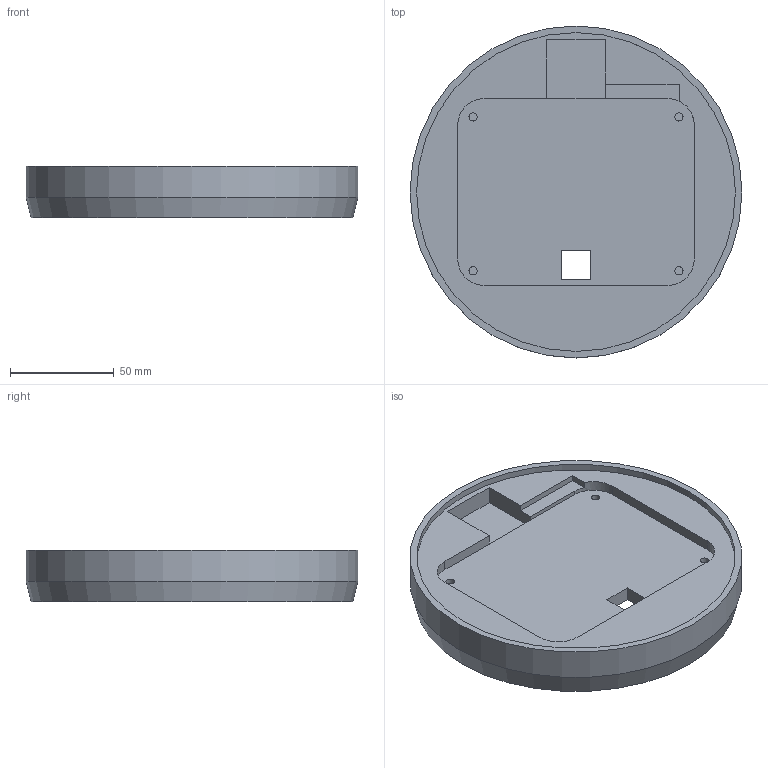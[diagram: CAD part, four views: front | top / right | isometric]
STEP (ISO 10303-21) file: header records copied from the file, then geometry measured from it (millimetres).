
FILE_DESCRIPTION(('FreeCAD Model'),'2;1');
FILE_NAME('Open CASCADE Shape Model','2021-09-03T19:12:40',('Author'),( ''),'Open CASCADE STEP processor 7.5','FreeCAD','Unknown');
FILE_SCHEMA(('AUTOMOTIVE_DESIGN { 1 0 10303 214 1 1 1 1 }'));
Length unit declared in the file: millimetre
Products named in the file (1): Body
Bounding box: 160 x 160 x 25 mm (x, y, z)
Volume: 198264.8 mm3; surface area: 60806.1 mm2
Topology: 1 solids, 1 shells, 39 faces, 86 edges, 56 vertices
Faces by surface type: plane 26, cylinder 12, cone 1
Full cylindrical faces by diameter (mm): 4 x4, 151 x2, 153.67 x1, 160 x1
Entity records: 2247 total; most frequent: CARTESIAN_POINT 414, DIRECTION 353, LINE 210, VECTOR 210, ORIENTED_EDGE 172, PCURVE 172, DEFINITIONAL_REPRESENTATION 172, EDGE_CURVE 86
